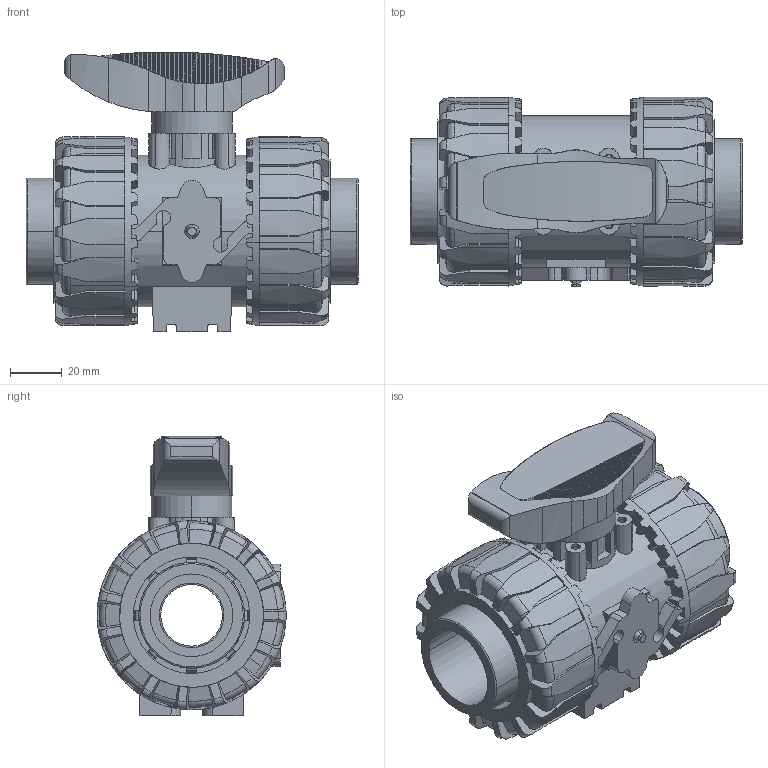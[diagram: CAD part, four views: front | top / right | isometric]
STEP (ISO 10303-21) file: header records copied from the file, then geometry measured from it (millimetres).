
FILE_DESCRIPTION(('STEP AP214'),'1');
FILE_NAME('vkdim032e.stp','2017-06-14T08:14:19',('TraceParts'),('TraceParts S.A.'),'Spatial InterOp 3D',' ',' ');
FILE_SCHEMA(('automotive_design'));
Length unit declared in the file: millimetre
Products named in the file (7): vkdim032e_1; vkdim032e_2; vkdim032e_3; vkdim032e_4; vkdim032e_5; vkdim032e_6; vkdim032e_7
Bounding box: 128.6 x 73.5 x 108.43 mm (x, y, z)
Volume: 401579.2 mm3; surface area: 98853.9 mm2
Topology: 7 solids, 7 shells, 1320 faces, 3755 edges, 2477 vertices
Faces by surface type: plane 877, cylinder 285, cone 82, torus 68, bspline 8
Entity records: 56143 total; most frequent: CARTESIAN_POINT 10153, DIRECTION 7814, ORIENTED_EDGE 7510, EDGE_CURVE 3755, AXIS2_PLACEMENT_3D 3129, VERTEX_POINT 2477, LINE 1556, VECTOR 1556
